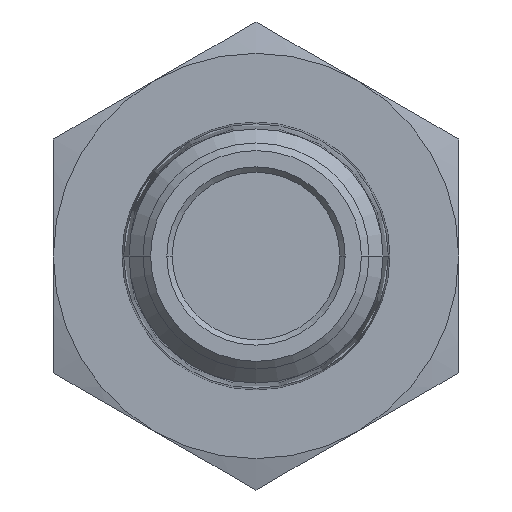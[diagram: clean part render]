
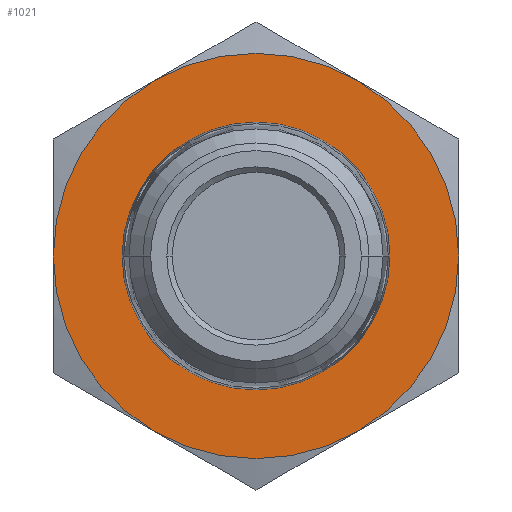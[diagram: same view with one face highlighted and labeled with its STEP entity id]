
A CAD part, front view. The second image highlights one B-rep face of the part: STEP entity #1021.
In plain terms, the highlighted planar face has unit normal (0, -1, 0).
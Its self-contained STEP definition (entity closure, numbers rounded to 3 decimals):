
#48=CARTESIAN_POINT('',(0.,0.,0.));
#49=DIRECTION('',(0.,1.,0.));
#50=DIRECTION('',(1.,0.,0.));
#51=AXIS2_PLACEMENT_3D('',#48,#49,#50);
#53=CARTESIAN_POINT('',(0.,0.,0.));
#54=DIRECTION('',(0.,-1.,0.));
#55=DIRECTION('',(1.,0.,0.));
#56=AXIS2_PLACEMENT_3D('',#53,#54,#55);
#58=CARTESIAN_POINT('',(0.,0.,0.));
#59=DIRECTION('',(0.,-1.,0.));
#60=DIRECTION('',(1.,0.,0.));
#61=AXIS2_PLACEMENT_3D('',#58,#59,#60);
#63=CARTESIAN_POINT('',(0.,0.,0.));
#64=DIRECTION('',(0.,-1.,0.));
#65=DIRECTION('',(-0.5,0.,0.866));
#66=AXIS2_PLACEMENT_3D('',#63,#64,#65);
#68=CARTESIAN_POINT('',(0.,0.,0.));
#69=DIRECTION('',(0.,-1.,0.));
#70=DIRECTION('',(0.5,0.,0.866));
#71=AXIS2_PLACEMENT_3D('',#68,#69,#70);
#73=CARTESIAN_POINT('',(7.5,0.,
0.));
#114=CARTESIAN_POINT('',(3.75,0.,
6.495));
#146=CARTESIAN_POINT('',(-3.75,0.,
6.495));
#179=CARTESIAN_POINT('',(-7.5,0.,
0.));
#209=CARTESIAN_POINT('',(0.,0.,0.));
#210=DIRECTION('',(0.,1.,0.));
#211=DIRECTION('',(1.,0.,0.));
#212=AXIS2_PLACEMENT_3D('',#209,#210,#211);
#214=CARTESIAN_POINT('',(0.,0.,0.));
#215=DIRECTION('',(0.,1.,0.));
#216=DIRECTION('',(0.5,0.,-0.866));
#217=AXIS2_PLACEMENT_3D('',#214,#215,#216);
#219=CARTESIAN_POINT('',(0.,0.,0.));
#220=DIRECTION('',(0.,1.,0.));
#221=DIRECTION('',(-0.5,0.,-0.866));
#222=AXIS2_PLACEMENT_3D('',#219,#220,#221);
#229=CARTESIAN_POINT('',(3.75,0.,
-6.495));
#765=CARTESIAN_POINT('',(-3.75,0.,
-6.495));
#796=CARTESIAN_POINT('',(4.955,0.,0.));
#797=VERTEX_POINT('',#796);
#814=CARTESIAN_POINT('',(-4.955,0.,0.));
#815=VERTEX_POINT('',#814);
#828=VERTEX_POINT('',#73);
#831=VERTEX_POINT('',#179);
#833=VERTEX_POINT('',#146);
#834=VERTEX_POINT('',#114);
#844=VERTEX_POINT('',#229);
#846=VERTEX_POINT('',#765);
#998=CARTESIAN_POINT('',(0.,0.,0.));
#999=DIRECTION('',(0.,-1.,0.));
#1000=DIRECTION('',(-1.,0.,0.));
#1001=AXIS2_PLACEMENT_3D('',#998,#999,#1000);
#1002=PLANE('',#1001);
#1004=ORIENTED_EDGE('',*,*,#1003,.F.);
#1006=ORIENTED_EDGE('',*,*,#1005,.T.);
#1008=ORIENTED_EDGE('',*,*,#1007,.T.);
#1010=ORIENTED_EDGE('',*,*,#1009,.T.);
#1012=ORIENTED_EDGE('',*,*,#1011,.F.);
#1014=ORIENTED_EDGE('',*,*,#1013,.F.);
#1015=EDGE_LOOP('',(#1004,#1006,#1008,#1010,#1012,#1014));
#1016=FACE_OUTER_BOUND('',#1015,.F.);
#1017=ORIENTED_EDGE('',*,*,#977,.F.);
#1018=ORIENTED_EDGE('',*,*,#993,.T.);
#1019=EDGE_LOOP('',(#1017,#1018));
#1020=FACE_BOUND('',#1019,.F.);
#1021=ADVANCED_FACE('',(#1016,#1020),#1002,.T.);
#52=CIRCLE('',#51,4.955);
#57=CIRCLE('',#56,4.955);
#62=CIRCLE('',#61,7.5);
#67=CIRCLE('',#66,7.5);
#72=CIRCLE('',#71,7.5);
#213=CIRCLE('',#212,7.5);
#218=CIRCLE('',#217,7.5);
#223=CIRCLE('',#222,7.5);
#977=EDGE_CURVE('',#797,#815,#52,.T.);
#993=EDGE_CURVE('',#797,#815,#57,.T.);
#1003=EDGE_CURVE('',#828,#834,#62,.T.);
#1005=EDGE_CURVE('',#828,#844,#213,.T.);
#1007=EDGE_CURVE('',#844,#846,#218,.T.);
#1009=EDGE_CURVE('',#846,#831,#223,.T.);
#1011=EDGE_CURVE('',#833,#831,#67,.T.);
#1013=EDGE_CURVE('',#834,#833,#72,.T.);
